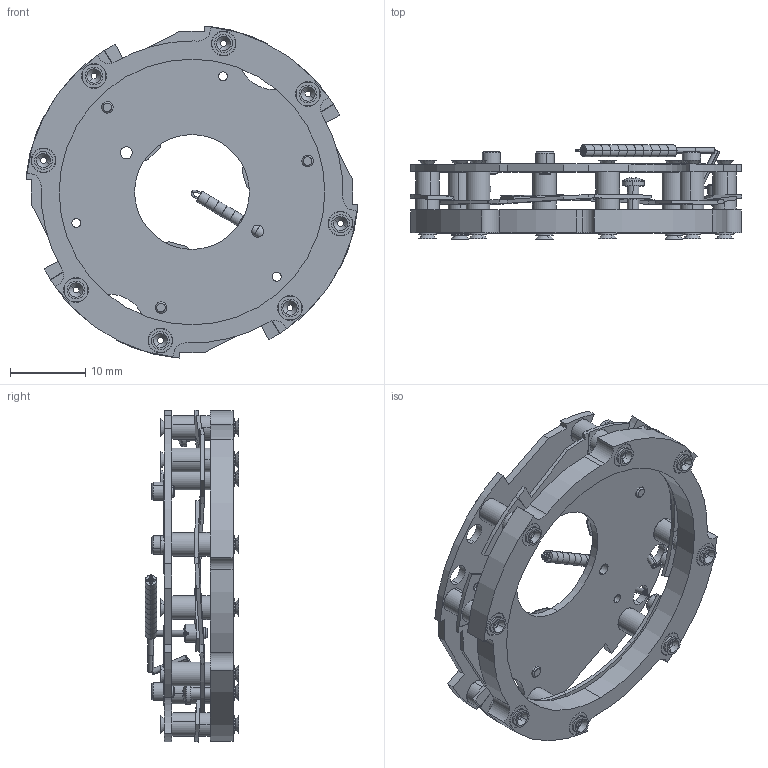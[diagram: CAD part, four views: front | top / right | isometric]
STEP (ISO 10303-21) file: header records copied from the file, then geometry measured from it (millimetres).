
FILE_DESCRIPTION (( 'STEP AP214' ), '1' );
FILE_NAME ('SN103215-01, STLCP-1.74_TTC_S PLATEN ASSEMBLY.STEP', '2020-05-08T16:05:30', ( '' ), ( '' ), 'SwSTEP 2.0', 'SolidWorks 2010', '' );
FILE_SCHEMA (( 'AUTOMOTIVE_DESIGN' ));
Length unit declared in the file: inch
Products named in the file (1): SN103215-01, STLCP-1.74_TTC_S PLATEN ASSEMBLY
Bounding box: 44.06 x 12.47 x 44.06 mm (x, y, z)
Surface area: 6987.5 mm2 (no closed solid volume)
Topology: 0 solids, 87 shells, 741 faces, 1920 edges, 1241 vertices
Faces by surface type: cylinder 375, plane 210, cone 112, torus 28, bspline 12, sphere 4
Entity records: 32550 total; most frequent: DIRECTION 4352, CARTESIAN_POINT 4189, ORIENTED_EDGE 3352, EDGE_CURVE 1906, AXIS2_PLACEMENT_3D 1788, VERTEX_POINT 1241, CIRCLE 1058, EDGE_LOOP 908
